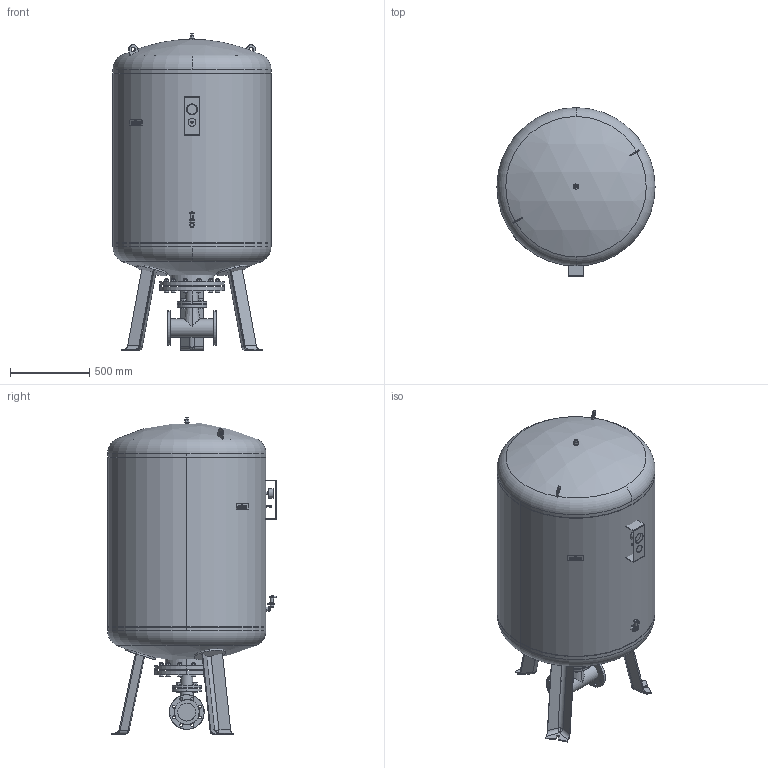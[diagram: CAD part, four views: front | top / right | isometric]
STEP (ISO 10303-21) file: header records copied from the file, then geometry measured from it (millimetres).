
FILE_DESCRIPTION((''),'2;1');
FILE_NAME('3d_DT51000(1000mm)_10bar-7337405.stp','2009-12-29T14:04:59',(''),(''),'Mechanical Desktop 2008','Mechanical Desktop 2008',', , ');
FILE_SCHEMA(('CONFIG_CONTROL_DESIGN'));
Length unit declared in the file: millimetre
Products named in the file (1): Product
Bounding box: 1000 x 1066 x 2000 mm (x, y, z)
Volume: 1094819534.8 mm3; surface area: 10764711.5 mm2
Topology: 31 solids, 31 shells, 795 faces, 1947 edges, 1261 vertices
Faces by surface type: plane 417, cylinder 195, bspline 90, cone 69, sphere 12, torus 12
Entity records: 25267 total; most frequent: CARTESIAN_POINT 6222, DIRECTION 3943, ORIENTED_EDGE 3862, EDGE_CURVE 1931, AXIS2_PLACEMENT_3D 1385, VERTEX_POINT 1261, VECTOR 1173, LINE 1173
